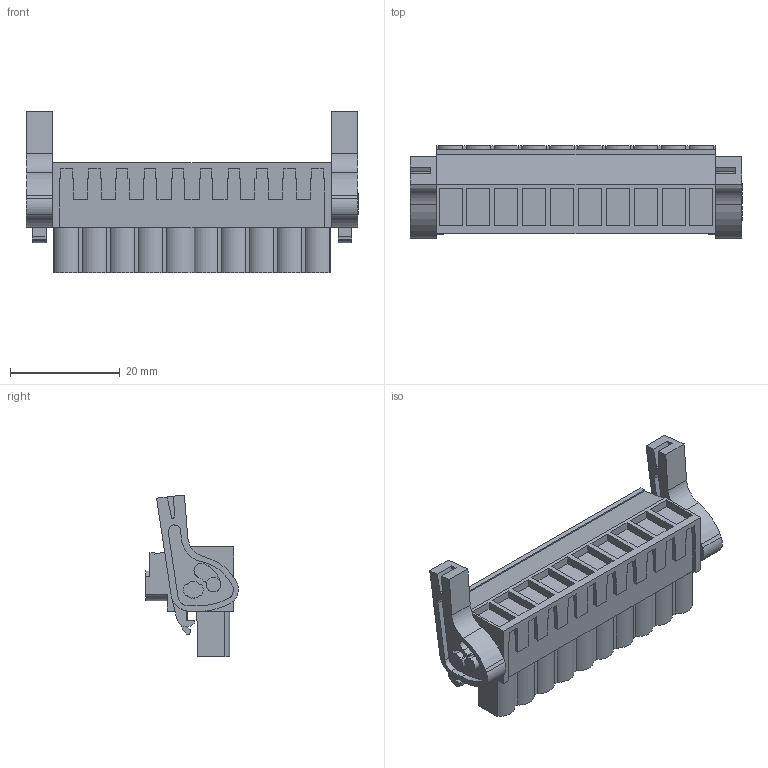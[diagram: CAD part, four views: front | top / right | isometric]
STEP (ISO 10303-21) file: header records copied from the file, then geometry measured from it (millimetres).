
FILE_DESCRIPTION(('CATIA V5 STEP','CAx-IF Rec.Pracs.--- Model Styling and Organization---1.2---2011-12-15'),'2;1');
FILE_NAME ('D1459981_0_1944910000_1944910000.stp','2017-05-22T13:37:41+00:00',('none'),('Weidmueller'),'CATIA Version 5-6 Release 2014','CATIA V5 STEP AP214','none');
FILE_SCHEMA(('AUTOMOTIVE_DESIGN { 1 0 10303 214 1 1 1 1 }'));
Length unit declared in the file: millimetre
Products named in the file (1): 1944910000
Bounding box: 60.5 x 16.91 x 29.52 mm (x, y, z)
Volume: 10627.2 mm3; surface area: 7858.3 mm2
Topology: 13 solids, 13 shells, 818 faces, 2289 edges, 1548 vertices
Faces by surface type: plane 654, cylinder 124, extrusion 40
Entity records: 24743 total; most frequent: CARTESIAN_POINT 5118, ORIENTED_EDGE 4578, DIRECTION 3095, EDGE_CURVE 2289, VECTOR 1947, LINE 1907, VERTEX_POINT 1548, EDGE_LOOP 877
